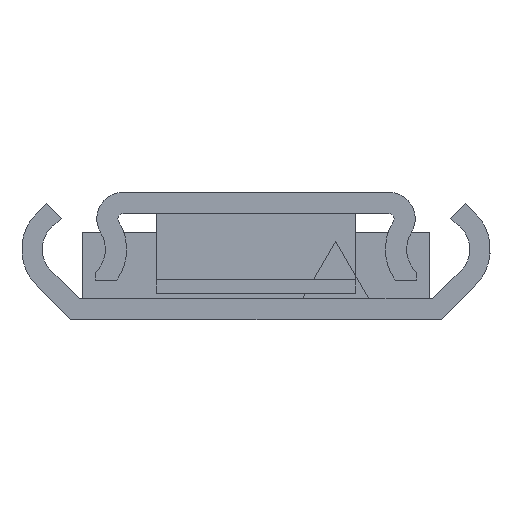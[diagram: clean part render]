
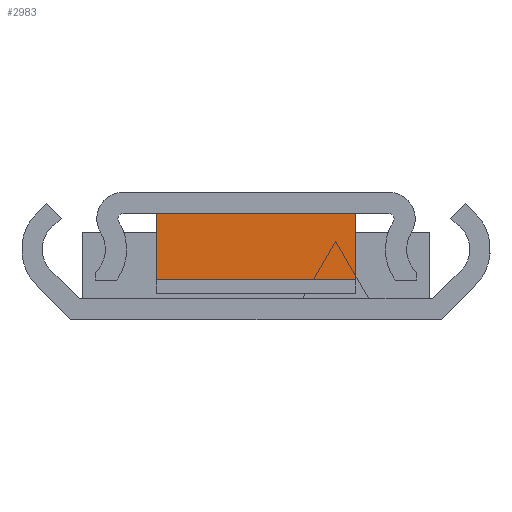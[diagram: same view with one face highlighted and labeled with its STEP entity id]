
A CAD part, left-side view. The second image highlights one B-rep face of the part: STEP entity #2983.
In plain terms, the highlighted planar face has unit normal (-1, 0, 0).
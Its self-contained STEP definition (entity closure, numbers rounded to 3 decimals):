
#12 = VECTOR ( 'NONE', #2043, 1000. ) ;
#322 = CARTESIAN_POINT ( 'NONE',  ( 96.8, 7.5, 5. ) ) ;
#323 = DIRECTION ( 'NONE',  ( 0., 0., 1. ) ) ;
#459 = AXIS2_PLACEMENT_3D ( 'NONE', #2153, #2127, #2068 ) ;
#540 = VECTOR ( 'NONE', #1721, 1000. ) ;
#675 = ORIENTED_EDGE ( 'NONE', *, *, #3020, .T. ) ;
#676 = ORIENTED_EDGE ( 'NONE', *, *, #3172, .F. ) ;
#677 = ORIENTED_EDGE ( 'NONE', *, *, #3037, .F. ) ;
#678 = ORIENTED_EDGE ( 'NONE', *, *, #3100, .T. ) ;
#738 = EDGE_LOOP ( 'NONE', ( #675, #677, #676, #678 ) ) ;
#1468 = CARTESIAN_POINT ( 'NONE',  ( 96.8, -7.5, 5. ) ) ;
#1482 = CARTESIAN_POINT ( 'NONE',  ( 96.8, 7.5, 0. ) ) ;
#1522 = CARTESIAN_POINT ( 'NONE',  ( 96.8, 7.5, 5. ) ) ;
#1557 = CARTESIAN_POINT ( 'NONE',  ( 96.8, -7.5, 0. ) ) ;
#1605 = VECTOR ( 'NONE', #323, 1000. ) ;
#1703 = CARTESIAN_POINT ( 'NONE',  ( 96.8, -7.5, 5. ) ) ;
#1721 = DIRECTION ( 'NONE',  ( 0., 0., 1. ) ) ;
#1722 = CARTESIAN_POINT ( 'NONE',  ( 96.8, 7.5, 5. ) ) ;
#1757 = DIRECTION ( 'NONE',  ( 0., -1., 0. ) ) ;
#2043 = DIRECTION ( 'NONE',  ( 0., -1., 0. ) ) ;
#2047 = CARTESIAN_POINT ( 'NONE',  ( 96.8, 7.5, 0. ) ) ;
#2062 = PLANE ( 'NONE',  #459 ) ;
#2068 = DIRECTION ( 'NONE',  ( 0., 0., -1. ) ) ;
#2127 = DIRECTION ( 'NONE',  ( 1., 0., 0. ) ) ;
#2153 = CARTESIAN_POINT ( 'NONE',  ( 96.8, 7.5, 5. ) ) ;
#2427 = FACE_OUTER_BOUND ( 'NONE', #738, .T. ) ;
#2466 = LINE ( 'NONE', #1703, #540 ) ;
#2483 = LINE ( 'NONE', #1722, #2948 ) ;
#2541 = LINE ( 'NONE', #2047, #12 ) ;
#2594 = LINE ( 'NONE', #322, #1605 ) ;
#2770 = VERTEX_POINT ( 'NONE', #1482 ) ;
#2778 = VERTEX_POINT ( 'NONE', #1557 ) ;
#2786 = VERTEX_POINT ( 'NONE', #1522 ) ;
#2792 = VERTEX_POINT ( 'NONE', #1468 ) ;
#2948 = VECTOR ( 'NONE', #1757, 1000. ) ;
#2983 = ADVANCED_FACE ( 'NONE', ( #2427 ), #2062, .F. ) ;
#3020 = EDGE_CURVE ( 'NONE', #2778, #2792, #2466, .T. ) ;
#3037 = EDGE_CURVE ( 'NONE', #2786, #2792, #2483, .T. ) ;
#3100 = EDGE_CURVE ( 'NONE', #2770, #2778, #2541, .T. ) ;
#3172 = EDGE_CURVE ( 'NONE', #2770, #2786, #2594, .T. ) ;
